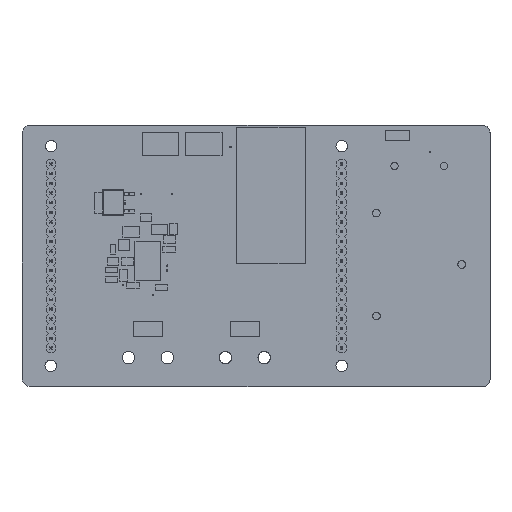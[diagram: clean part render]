
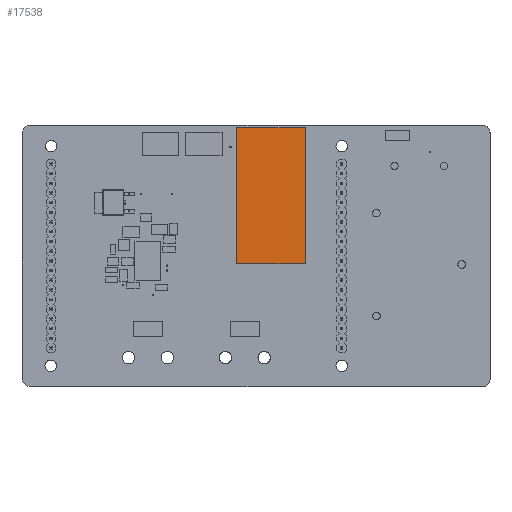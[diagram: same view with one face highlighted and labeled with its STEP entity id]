
A CAD part, top view. The second image highlights one B-rep face of the part: STEP entity #17538.
In plain terms, the highlighted planar face has unit normal (0, 0, 1).
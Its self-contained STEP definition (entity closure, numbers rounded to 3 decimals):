
#1237=PLANE('',#18866);
#2148=FACE_OUTER_BOUND('',#3293,.T.);
#3293=EDGE_LOOP('',(#14337,#14338,#14339,#14340));
#4684=LINE('',#26089,#6814);
#4685=LINE('',#26091,#6815);
#4686=LINE('',#26093,#6816);
#4687=LINE('',#26094,#6817);
#6814=VECTOR('',#21454,10.);
#6815=VECTOR('',#21455,10.);
#6816=VECTOR('',#21456,10.);
#6817=VECTOR('',#21457,10.);
#9082=VERTEX_POINT('',#26087);
#9083=VERTEX_POINT('',#26088);
#9084=VERTEX_POINT('',#26090);
#9085=VERTEX_POINT('',#26092);
#10946=EDGE_CURVE('',#9082,#9083,#4684,.T.);
#10947=EDGE_CURVE('',#9083,#9084,#4685,.T.);
#10948=EDGE_CURVE('',#9084,#9085,#4686,.T.);
#10949=EDGE_CURVE('',#9085,#9082,#4687,.T.);
#14337=ORIENTED_EDGE('',*,*,#10946,.T.);
#14338=ORIENTED_EDGE('',*,*,#10947,.T.);
#14339=ORIENTED_EDGE('',*,*,#10948,.T.);
#14340=ORIENTED_EDGE('',*,*,#10949,.T.);
#17538=ADVANCED_FACE('',(#2148),#1237,.T.);
#18866=AXIS2_PLACEMENT_3D('',#26086,#21452,#21453);
#21452=DIRECTION('center_axis',(0.,0.,1.));
#21453=DIRECTION('ref_axis',(1.,0.,0.));
#21454=DIRECTION('',(0.,1.,0.));
#21455=DIRECTION('',(-1.,0.,0.));
#21456=DIRECTION('',(0.,-1.,0.));
#21457=DIRECTION('',(1.,0.,0.));
#26086=CARTESIAN_POINT('Origin',(0.,0.,0.1));
#26087=CARTESIAN_POINT('',(8.992,-17.882,0.1));
#26088=CARTESIAN_POINT('',(8.992,17.882,0.1));
#26089=CARTESIAN_POINT('',(8.992,0.,0.1));
#26090=CARTESIAN_POINT('',(-8.992,17.882,0.1));
#26091=CARTESIAN_POINT('',(0.,17.882,0.1));
#26092=CARTESIAN_POINT('',(-8.992,-17.882,0.1));
#26093=CARTESIAN_POINT('',(-8.992,0.,0.1));
#26094=CARTESIAN_POINT('',(0.,-17.882,0.1));
